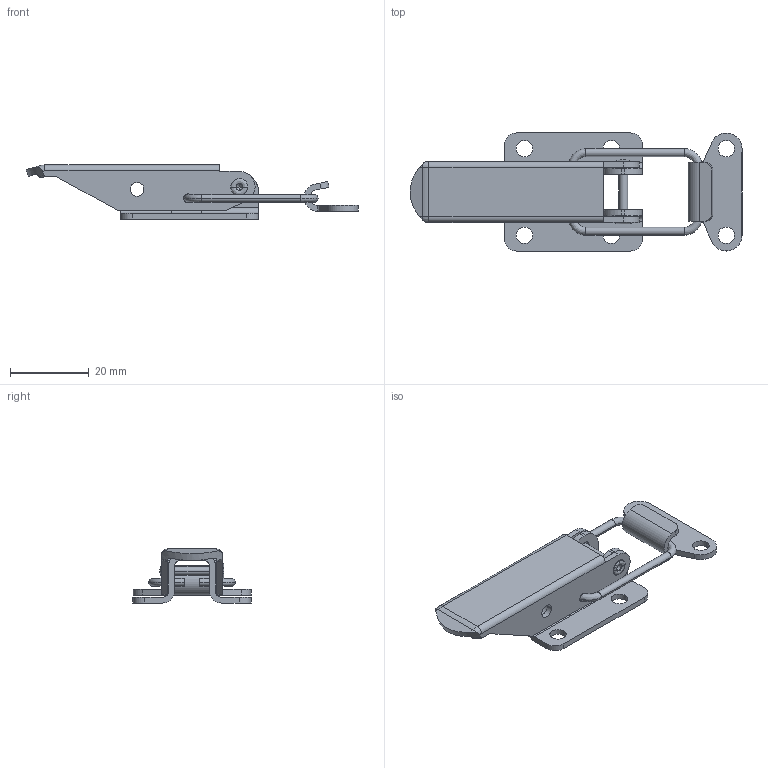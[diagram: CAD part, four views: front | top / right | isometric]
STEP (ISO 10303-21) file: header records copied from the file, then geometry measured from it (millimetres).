
FILE_DESCRIPTION(/* description */ (''),/* implementation_level */ '2;1');
FILE_NAME(/* name */ 'DK617',/* time_stamp */ '2024-11-16T13:56:57+08:00',/* author */ (''),/* organization */ (''),/* preprocessor_version */ 'ST-DEVELOPER v19.2',/* originating_system */ 'Rhino 8.5',/* authorisation */ '');
FILE_SCHEMA (('CONFIG_CONTROL_DESIGN'));
Length unit declared in the file: millimetre
Products named in the file (2): Document; DK617_id6_x_t
Bounding box: 84.4 x 30 x 13.73 mm (x, y, z)
Volume: 5233.2 mm3; surface area: 8156.5 mm2
Topology: 5 solids, 5 shells, 203 faces, 550 edges, 349 vertices
Faces by surface type: cylinder 92, plane 74, bspline 37
Entity records: 8082 total; most frequent: CARTESIAN_POINT 3429, ORIENTED_EDGE 1092, DIRECTION 608, EDGE_CURVE 546, AXIS2_PLACEMENT_3D 387, VERTEX_POINT 349, EDGE_LOOP 233, B_SPLINE_CURVE_WITH_KNOTS 220
